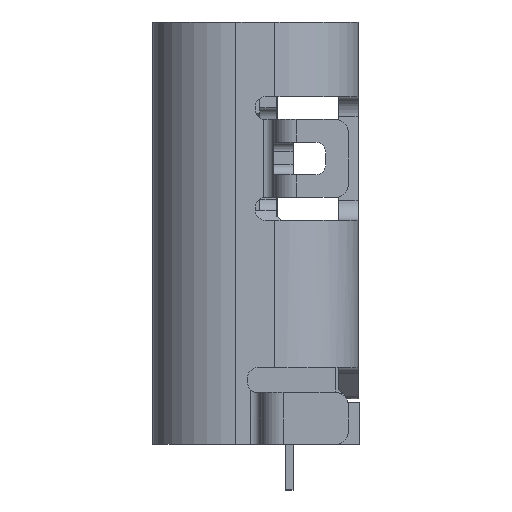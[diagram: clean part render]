
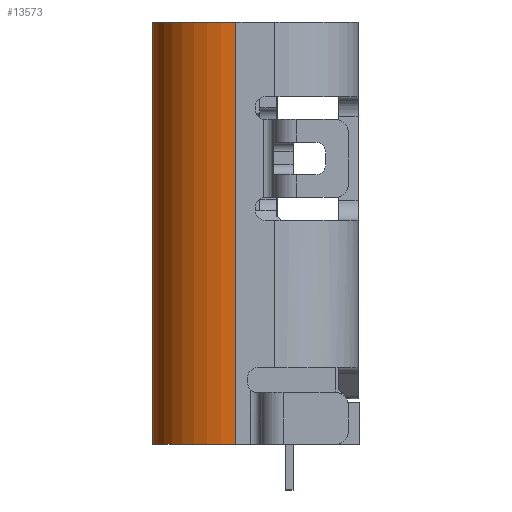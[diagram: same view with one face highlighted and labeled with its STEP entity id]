
A CAD part, left-side view. The second image highlights one B-rep face of the part: STEP entity #13573.
In plain terms, the highlighted cylindrical face has radius 1.28 mm (diameter 2.56 mm), a partial arc.
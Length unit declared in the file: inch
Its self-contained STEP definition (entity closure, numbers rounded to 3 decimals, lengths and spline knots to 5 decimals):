
#576 = ORIENTED_EDGE ( 'NONE', *, *, #15408, .F. ) ;
#1062 = EDGE_CURVE ( 'NONE', #17836, #18781, #3368, .T. ) ;
#2025 = DIRECTION ( 'NONE',  ( 1., 0., 0. ) ) ;
#2238 = CIRCLE ( 'NONE', #3740, 0.05039 ) ;
#2400 = CARTESIAN_POINT ( 'NONE',  ( -0.17598, 0.01161, -0.25591 ) ) ;
#2604 = ORIENTED_EDGE ( 'NONE', *, *, #1062, .T. ) ;
#2832 = VERTEX_POINT ( 'NONE', #5050 ) ;
#2922 = DIRECTION ( 'NONE',  ( 0., 1., 0. ) ) ;
#2968 = EDGE_LOOP ( 'NONE', ( #7760, #5228, #576, #2604 ) ) ;
#3368 = LINE ( 'NONE', #7216, #9183 ) ;
#3740 = AXIS2_PLACEMENT_3D ( 'NONE', #19234, #16085, #19469 ) ;
#3858 = AXIS2_PLACEMENT_3D ( 'NONE', #22612, #12113, #2922 ) ;
#5050 = CARTESIAN_POINT ( 'NONE',  ( -0.12559, 0.06201, 0. ) ) ;
#5228 = ORIENTED_EDGE ( 'NONE', *, *, #14597, .T. ) ;
#7216 = CARTESIAN_POINT ( 'NONE',  ( -0.17598, 0.01161, -0.25591 ) ) ;
#7760 = ORIENTED_EDGE ( 'NONE', *, *, #7798, .F. ) ;
#7798 = EDGE_CURVE ( 'NONE', #2832, #18781, #9435, .T. ) ;
#8686 = LINE ( 'NONE', #16251, #21205 ) ;
#8842 = DIRECTION ( 'NONE',  ( 0., 0., 1. ) ) ;
#9061 = VERTEX_POINT ( 'NONE', #21512 ) ;
#9183 = VECTOR ( 'NONE', #8842, 39.37008 ) ;
#9238 = CYLINDRICAL_SURFACE ( 'NONE', #11105, 0.05039 ) ;
#9435 = CIRCLE ( 'NONE', #3858, 0.05039 ) ;
#11105 = AXIS2_PLACEMENT_3D ( 'NONE', #18340, #17993, #2025 ) ;
#12113 = DIRECTION ( 'NONE',  ( 0., 0., 1. ) ) ;
#13573 = ADVANCED_FACE ( 'NONE', ( #20309 ), #9238, .T. ) ;
#13747 = CARTESIAN_POINT ( 'NONE',  ( -0.17598, 0.01161, 0. ) ) ;
#14597 = EDGE_CURVE ( 'NONE', #2832, #9061, #8686, .T. ) ;
#15408 = EDGE_CURVE ( 'NONE', #17836, #9061, #2238, .T. ) ;
#16085 = DIRECTION ( 'NONE',  ( 0., 0., -1. ) ) ;
#16251 = CARTESIAN_POINT ( 'NONE',  ( -0.12559, 0.06201, 0. ) ) ;
#17836 = VERTEX_POINT ( 'NONE', #2400 ) ;
#17993 = DIRECTION ( 'NONE',  ( 0., 0., 1. ) ) ;
#18340 = CARTESIAN_POINT ( 'NONE',  ( -0.12559, 0.01161, -0.05906 ) ) ;
#18781 = VERTEX_POINT ( 'NONE', #13747 ) ;
#19234 = CARTESIAN_POINT ( 'NONE',  ( -0.12559, 0.01161, -0.25591 ) ) ;
#19469 = DIRECTION ( 'NONE',  ( -1., 0., 0. ) ) ;
#20309 = FACE_OUTER_BOUND ( 'NONE', #2968, .T. ) ;
#21205 = VECTOR ( 'NONE', #23017, 39.37008 ) ;
#21512 = CARTESIAN_POINT ( 'NONE',  ( -0.12559, 0.06201, -0.25591 ) ) ;
#22612 = CARTESIAN_POINT ( 'NONE',  ( -0.12559, 0.01161, 0. ) ) ;
#23017 = DIRECTION ( 'NONE',  ( 0., 0., -1. ) ) ;
